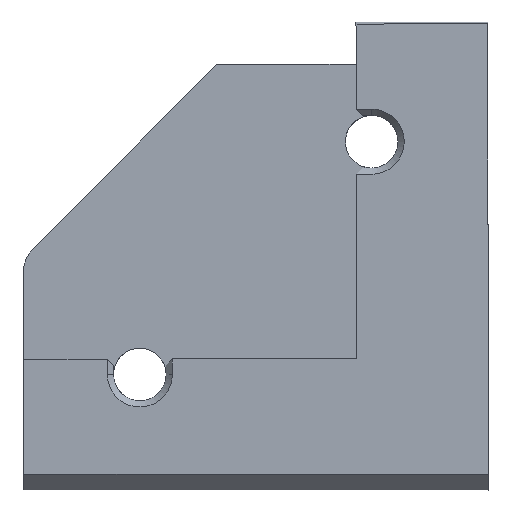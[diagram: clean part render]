
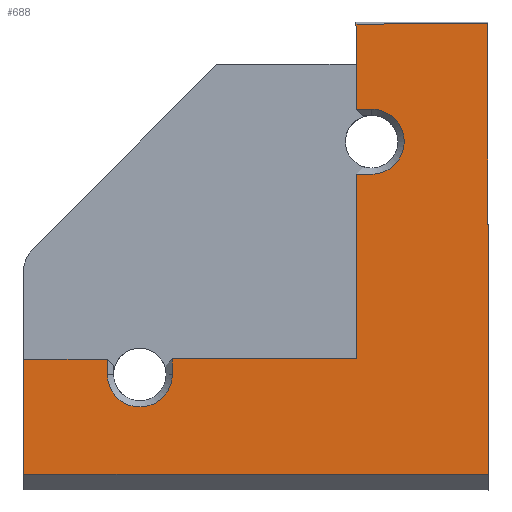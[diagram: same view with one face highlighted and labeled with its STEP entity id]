
A CAD part, top view. The second image highlights one B-rep face of the part: STEP entity #688.
In plain terms, the highlighted planar face has unit normal (0, 0, 1).
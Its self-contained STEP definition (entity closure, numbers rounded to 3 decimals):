
#23=PLANE('',#752);
#55=FACE_OUTER_BOUND('',#94,.T.);
#94=EDGE_LOOP('',(#517,#518,#519,#520,#521,#522,#523,#524,#525,#526,#527,
#528,#529,#530));
#146=LINE('',#1054,#230);
#147=LINE('',#1056,#231);
#148=LINE('',#1058,#232);
#149=LINE('',#1060,#233);
#150=LINE('',#1064,#234);
#151=LINE('',#1066,#235);
#152=LINE('',#1068,#236);
#153=LINE('',#1070,#237);
#154=LINE('',#1074,#238);
#155=LINE('',#1076,#239);
#156=LINE('',#1078,#240);
#157=LINE('',#1079,#241);
#230=VECTOR('',#850,10.);
#231=VECTOR('',#851,10.);
#232=VECTOR('',#852,10.);
#233=VECTOR('',#853,10.);
#234=VECTOR('',#856,10.);
#235=VECTOR('',#857,10.);
#236=VECTOR('',#858,10.);
#237=VECTOR('',#859,10.);
#238=VECTOR('',#862,10.);
#239=VECTOR('',#863,10.);
#240=VECTOR('',#864,10.);
#241=VECTOR('',#865,10.);
#306=CIRCLE('',#753,2.1);
#307=CIRCLE('',#754,2.1);
#339=VERTEX_POINT('',#1052);
#340=VERTEX_POINT('',#1053);
#341=VERTEX_POINT('',#1055);
#342=VERTEX_POINT('',#1057);
#343=VERTEX_POINT('',#1059);
#344=VERTEX_POINT('',#1061);
#345=VERTEX_POINT('',#1063);
#346=VERTEX_POINT('',#1065);
#347=VERTEX_POINT('',#1067);
#348=VERTEX_POINT('',#1069);
#349=VERTEX_POINT('',#1071);
#350=VERTEX_POINT('',#1073);
#351=VERTEX_POINT('',#1075);
#352=VERTEX_POINT('',#1077);
#408=EDGE_CURVE('',#339,#340,#146,.T.);
#409=EDGE_CURVE('',#341,#340,#147,.T.);
#410=EDGE_CURVE('',#342,#341,#148,.T.);
#411=EDGE_CURVE('',#343,#342,#149,.T.);
#412=EDGE_CURVE('',#344,#343,#306,.T.);
#413=EDGE_CURVE('',#345,#344,#150,.T.);
#414=EDGE_CURVE('',#346,#345,#151,.T.);
#415=EDGE_CURVE('',#347,#346,#152,.T.);
#416=EDGE_CURVE('',#348,#347,#153,.T.);
#417=EDGE_CURVE('',#349,#348,#307,.T.);
#418=EDGE_CURVE('',#350,#349,#154,.T.);
#419=EDGE_CURVE('',#351,#350,#155,.T.);
#420=EDGE_CURVE('',#352,#351,#156,.T.);
#421=EDGE_CURVE('',#339,#352,#157,.T.);
#517=ORIENTED_EDGE('',*,*,#408,.T.);
#518=ORIENTED_EDGE('',*,*,#409,.F.);
#519=ORIENTED_EDGE('',*,*,#410,.F.);
#520=ORIENTED_EDGE('',*,*,#411,.F.);
#521=ORIENTED_EDGE('',*,*,#412,.F.);
#522=ORIENTED_EDGE('',*,*,#413,.F.);
#523=ORIENTED_EDGE('',*,*,#414,.F.);
#524=ORIENTED_EDGE('',*,*,#415,.F.);
#525=ORIENTED_EDGE('',*,*,#416,.F.);
#526=ORIENTED_EDGE('',*,*,#417,.F.);
#527=ORIENTED_EDGE('',*,*,#418,.F.);
#528=ORIENTED_EDGE('',*,*,#419,.F.);
#529=ORIENTED_EDGE('',*,*,#420,.F.);
#530=ORIENTED_EDGE('',*,*,#421,.F.);
#688=ADVANCED_FACE('',(#55),#23,.T.);
#752=AXIS2_PLACEMENT_3D('',#1051,#848,#849);
#753=AXIS2_PLACEMENT_3D('',#1062,#854,#855);
#754=AXIS2_PLACEMENT_3D('',#1072,#860,#861);
#848=DIRECTION('center_axis',(0.,0.,1.));
#849=DIRECTION('ref_axis',(-1.,0.,0.));
#850=DIRECTION('',(-0.002,1.,0.));
#851=DIRECTION('',(1.,0.002,0.));
#852=DIRECTION('',(-0.002,1.,0.));
#853=DIRECTION('',(-1.,-0.002,0.));
#854=DIRECTION('center_axis',(0.,0.,
1.));
#855=DIRECTION('ref_axis',(-0.002,1.,0.));
#856=DIRECTION('',(1.,0.002,0.));
#857=DIRECTION('',(-0.002,1.,0.));
#858=DIRECTION('',(1.,0.002,0.));
#859=DIRECTION('',(-0.002,1.,0.));
#860=DIRECTION('center_axis',(0.,0.,
1.));
#861=DIRECTION('ref_axis',(1.,0.002,0.));
#862=DIRECTION('',(0.002,-1.,0.));
#863=DIRECTION('',(1.,0.002,0.));
#864=DIRECTION('',(-0.002,1.,0.));
#865=DIRECTION('',(-1.,0.,0.));
#1051=CARTESIAN_POINT('Origin',(2154.642,-134.39,374.179));
#1052=CARTESIAN_POINT('',(2187.822,-166.559,374.179));
#1053=CARTESIAN_POINT('',(2187.768,-137.459,374.179));
#1054=CARTESIAN_POINT('',(2187.822,-166.559,374.179));
#1055=CARTESIAN_POINT('',(2179.268,-137.475,374.179));
#1056=CARTESIAN_POINT('',(2179.268,-137.475,374.179));
#1057=CARTESIAN_POINT('',(2179.278,-142.974,374.179));
#1058=CARTESIAN_POINT('',(2179.278,-142.974,374.179));
#1059=CARTESIAN_POINT('',(2180.278,-142.972,374.179));
#1060=CARTESIAN_POINT('',(2180.278,-142.972,374.179));
#1061=CARTESIAN_POINT('',(2180.286,-147.172,374.179));
#1062=CARTESIAN_POINT('Origin',(2180.282,-145.072,374.179));
#1063=CARTESIAN_POINT('',(2179.286,-147.174,374.179));
#1064=CARTESIAN_POINT('',(2179.286,-147.174,374.179));
#1065=CARTESIAN_POINT('',(2179.308,-159.074,374.179));
#1066=CARTESIAN_POINT('',(2179.308,-159.074,374.179));
#1067=CARTESIAN_POINT('',(2167.408,-159.096,374.179));
#1068=CARTESIAN_POINT('',(2167.408,-159.096,374.179));
#1069=CARTESIAN_POINT('',(2167.41,-160.096,374.179));
#1070=CARTESIAN_POINT('',(2167.41,-160.096,374.179));
#1071=CARTESIAN_POINT('',(2163.21,-160.104,374.179));
#1072=CARTESIAN_POINT('Origin',(2165.31,-160.1,374.179));
#1073=CARTESIAN_POINT('',(2163.208,-159.104,374.179));
#1074=CARTESIAN_POINT('',(2163.208,-159.104,374.179));
#1075=CARTESIAN_POINT('',(2157.808,-159.114,374.179));
#1076=CARTESIAN_POINT('',(2157.808,-159.114,374.179));
#1077=CARTESIAN_POINT('',(2157.822,-166.559,374.179));
#1078=CARTESIAN_POINT('',(2157.822,-166.559,374.179));
#1079=CARTESIAN_POINT('',(2187.822,-166.559,374.179));
